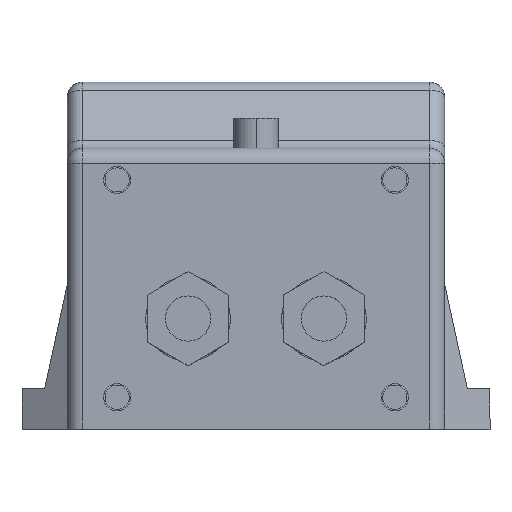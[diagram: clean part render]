
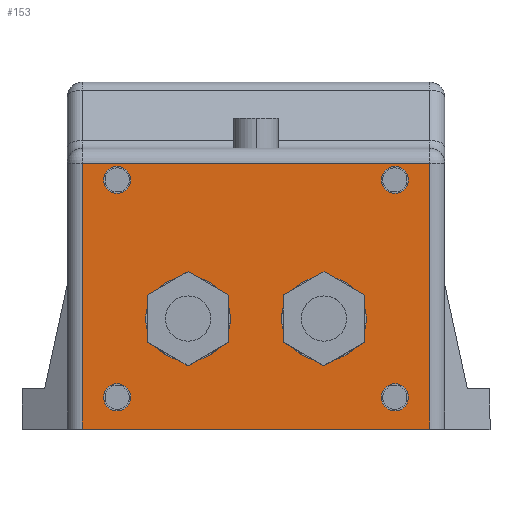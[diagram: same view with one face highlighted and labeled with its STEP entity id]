
A CAD part, top view. The second image highlights one B-rep face of the part: STEP entity #153.
In plain terms, the highlighted planar face has unit normal (0, 0, 1).
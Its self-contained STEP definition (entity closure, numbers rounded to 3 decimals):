
#45 = AXIS2_PLACEMENT_3D ( 'NONE', #3412, #4900, #3000 ) ;
#53 = VERTEX_POINT ( 'NONE', #2132 ) ;
#68 = ORIENTED_EDGE ( 'NONE', *, *, #2373, .F. ) ;
#116 = AXIS2_PLACEMENT_3D ( 'NONE', #3568, #2792, #3517 ) ;
#117 = CIRCLE ( 'NONE', #5023, 4.5 ) ;
#119 = ORIENTED_EDGE ( 'NONE', *, *, #839, .T. ) ;
#124 = LINE ( 'NONE', #2831, #1829 ) ;
#131 = VERTEX_POINT ( 'NONE', #602 ) ;
#138 = DIRECTION ( 'NONE',  ( 0., 0., 1. ) ) ;
#153 = ADVANCED_FACE ( 'NONE', ( #2614, #3052, #3879, #1134, #1159, #1079, #1897 ), #3023, .F. ) ;
#189 = CIRCLE ( 'NONE', #4287, 14. ) ;
#190 = EDGE_CURVE ( 'NONE', #4262, #1028, #4651, .T. ) ;
#201 = AXIS2_PLACEMENT_3D ( 'NONE', #3584, #138, #2414 ) ;
#378 = DIRECTION ( 'NONE',  ( 0., 0., 1. ) ) ;
#381 = EDGE_CURVE ( 'NONE', #1464, #131, #1958, .T. ) ;
#429 = ORIENTED_EDGE ( 'NONE', *, *, #782, .F. ) ;
#439 = CIRCLE ( 'NONE', #1091, 4.5 ) ;
#450 = AXIS2_PLACEMENT_3D ( 'NONE', #2674, #2294, #4403 ) ;
#554 = EDGE_LOOP ( 'NONE', ( #4962, #2764, #2426, #3366 ) ) ;
#581 = EDGE_LOOP ( 'NONE', ( #1401, #429 ) ) ;
#602 = CARTESIAN_POINT ( 'NONE',  ( 46., -57.3, 102.5 ) ) ;
#661 = ORIENTED_EDGE ( 'NONE', *, *, #2597, .F. ) ;
#679 = AXIS2_PLACEMENT_3D ( 'NONE', #869, #1628, #4310 ) ;
#703 = VERTEX_POINT ( 'NONE', #4048 ) ;
#744 = EDGE_LOOP ( 'NONE', ( #661, #1792 ) ) ;
#766 = CARTESIAN_POINT ( 'NONE',  ( 8.5, -26.8, 102.5 ) ) ;
#782 = EDGE_CURVE ( 'NONE', #3275, #2797, #3676, .T. ) ;
#839 = EDGE_CURVE ( 'NONE', #3808, #3837, #117, .T. ) ;
#860 = CARTESIAN_POINT ( 'NONE',  ( 46., -52.8, 102.5 ) ) ;
#869 = CARTESIAN_POINT ( 'NONE',  ( 46., 19.2, 102.5 ) ) ;
#1028 = VERTEX_POINT ( 'NONE', #2571 ) ;
#1079 = FACE_BOUND ( 'NONE', #581, .T. ) ;
#1091 = AXIS2_PLACEMENT_3D ( 'NONE', #1847, #4972, #3017 ) ;
#1134 = FACE_BOUND ( 'NONE', #4539, .T. ) ;
#1137 = DIRECTION ( 'NONE',  ( -1., 0., 0. ) ) ;
#1151 = CARTESIAN_POINT ( 'NONE',  ( 46., -48.3, 102.5 ) ) ;
#1159 = FACE_BOUND ( 'NONE', #744, .T. ) ;
#1291 = VECTOR ( 'NONE', #1872, 1000. ) ;
#1316 = EDGE_CURVE ( 'NONE', #4557, #1028, #1766, .T. ) ;
#1392 = CARTESIAN_POINT ( 'NONE',  ( 46., 23.7, 102.5 ) ) ;
#1401 = ORIENTED_EDGE ( 'NONE', *, *, #1914, .F. ) ;
#1454 = ORIENTED_EDGE ( 'NONE', *, *, #3818, .F. ) ;
#1456 = CARTESIAN_POINT ( 'NONE',  ( 36.5, -26.8, 102.5 ) ) ;
#1462 = EDGE_CURVE ( 'NONE', #3837, #3808, #2227, .T. ) ;
#1464 = VERTEX_POINT ( 'NONE', #1151 ) ;
#1515 = CARTESIAN_POINT ( 'NONE',  ( -46., -48.3, 102.5 ) ) ;
#1590 = CARTESIAN_POINT ( 'NONE',  ( -46., -52.8, 102.5 ) ) ;
#1627 = VERTEX_POINT ( 'NONE', #3579 ) ;
#1628 = DIRECTION ( 'NONE',  ( 0., 0., 1. ) ) ;
#1700 = VERTEX_POINT ( 'NONE', #4119 ) ;
#1749 = CIRCLE ( 'NONE', #201, 14. ) ;
#1766 = LINE ( 'NONE', #2483, #4853 ) ;
#1792 = ORIENTED_EDGE ( 'NONE', *, *, #3527, .F. ) ;
#1813 = CARTESIAN_POINT ( 'NONE',  ( -46., 14.7, 102.5 ) ) ;
#1819 = CARTESIAN_POINT ( 'NONE',  ( -46., -57.3, 102.5 ) ) ;
#1829 = VECTOR ( 'NONE', #2448, 1000. ) ;
#1847 = CARTESIAN_POINT ( 'NONE',  ( -46., 19.2, 102.5 ) ) ;
#1852 = CARTESIAN_POINT ( 'NONE',  ( 62.5, 29.7, 102.5 ) ) ;
#1863 = ORIENTED_EDGE ( 'NONE', *, *, #2867, .F. ) ;
#1872 = DIRECTION ( 'NONE',  ( 0., -1., 0. ) ) ;
#1897 = FACE_BOUND ( 'NONE', #2400, .T. ) ;
#1914 = EDGE_CURVE ( 'NONE', #2797, #3275, #3871, .T. ) ;
#1924 = DIRECTION ( 'NONE',  ( 0., 0., -1. ) ) ;
#1958 = CIRCLE ( 'NONE', #2844, 4.5 ) ;
#1972 = DIRECTION ( 'NONE',  ( 0., -1., 0. ) ) ;
#2093 = EDGE_CURVE ( 'NONE', #4557, #1700, #124, .T. ) ;
#2132 = CARTESIAN_POINT ( 'NONE',  ( -36.5, -26.8, 102.5 ) ) ;
#2227 = CIRCLE ( 'NONE', #4195, 4.5 ) ;
#2262 = ORIENTED_EDGE ( 'NONE', *, *, #1462, .T. ) ;
#2294 = DIRECTION ( 'NONE',  ( 0., 0., 1. ) ) ;
#2333 = CARTESIAN_POINT ( 'NONE',  ( -46., -52.8, 102.5 ) ) ;
#2373 = EDGE_CURVE ( 'NONE', #4911, #4239, #4205, .T. ) ;
#2400 = EDGE_LOOP ( 'NONE', ( #3136, #2820 ) ) ;
#2402 = CARTESIAN_POINT ( 'NONE',  ( 46., 19.2, 102.5 ) ) ;
#2404 = EDGE_CURVE ( 'NONE', #1700, #4262, #4654, .T. ) ;
#2414 = DIRECTION ( 'NONE',  ( 0., 1., 0. ) ) ;
#2426 = ORIENTED_EDGE ( 'NONE', *, *, #190, .T. ) ;
#2448 = DIRECTION ( 'NONE',  ( 0., 1., 0. ) ) ;
#2483 = CARTESIAN_POINT ( 'NONE',  ( 62.5, -63.3, 102.5 ) ) ;
#2571 = CARTESIAN_POINT ( 'NONE',  ( -57.5, -63.3, 102.5 ) ) ;
#2597 = EDGE_CURVE ( 'NONE', #53, #1627, #3801, .T. ) ;
#2614 = FACE_BOUND ( 'NONE', #4255, .T. ) ;
#2620 = EDGE_LOOP ( 'NONE', ( #1454, #4612 ) ) ;
#2650 = CIRCLE ( 'NONE', #450, 4.5 ) ;
#2664 = DIRECTION ( 'NONE',  ( 0., 1., 0. ) ) ;
#2674 = CARTESIAN_POINT ( 'NONE',  ( -46., 19.2, 102.5 ) ) ;
#2686 = AXIS2_PLACEMENT_3D ( 'NONE', #1852, #4184, #4238 ) ;
#2764 = ORIENTED_EDGE ( 'NONE', *, *, #2404, .T. ) ;
#2773 = AXIS2_PLACEMENT_3D ( 'NONE', #2402, #3971, #2835 ) ;
#2792 = DIRECTION ( 'NONE',  ( 0., 0., 1. ) ) ;
#2793 = DIRECTION ( 'NONE',  ( 0., 1., 0. ) ) ;
#2797 = VERTEX_POINT ( 'NONE', #3902 ) ;
#2820 = ORIENTED_EDGE ( 'NONE', *, *, #3059, .F. ) ;
#2824 = DIRECTION ( 'NONE',  ( 0., 0., 1. ) ) ;
#2831 = CARTESIAN_POINT ( 'NONE',  ( 57.5, 29.7, 102.5 ) ) ;
#2835 = DIRECTION ( 'NONE',  ( 0., 1., 0. ) ) ;
#2844 = AXIS2_PLACEMENT_3D ( 'NONE', #860, #2824, #2847 ) ;
#2847 = DIRECTION ( 'NONE',  ( 0., 1., 0. ) ) ;
#2867 = EDGE_CURVE ( 'NONE', #4239, #4911, #1749, .T. ) ;
#3000 = DIRECTION ( 'NONE',  ( 0., 1., 0. ) ) ;
#3017 = DIRECTION ( 'NONE',  ( 0., 1., 0. ) ) ;
#3023 = PLANE ( 'NONE',  #2686 ) ;
#3052 = FACE_BOUND ( 'NONE', #2620, .T. ) ;
#3053 = VERTEX_POINT ( 'NONE', #1813 ) ;
#3059 = EDGE_CURVE ( 'NONE', #703, #3053, #2650, .T. ) ;
#3136 = ORIENTED_EDGE ( 'NONE', *, *, #4261, .F. ) ;
#3275 = VERTEX_POINT ( 'NONE', #1392 ) ;
#3366 = ORIENTED_EDGE ( 'NONE', *, *, #1316, .F. ) ;
#3382 = CARTESIAN_POINT ( 'NONE',  ( -57.5, 24.7, 102.5 ) ) ;
#3412 = CARTESIAN_POINT ( 'NONE',  ( -22.5, -26.8, 102.5 ) ) ;
#3517 = DIRECTION ( 'NONE',  ( 0., 1., 0. ) ) ;
#3527 = EDGE_CURVE ( 'NONE', #1627, #53, #189, .T. ) ;
#3568 = CARTESIAN_POINT ( 'NONE',  ( 22.5, -26.8, 102.5 ) ) ;
#3569 = CARTESIAN_POINT ( 'NONE',  ( -22.5, -26.8, 102.5 ) ) ;
#3579 = CARTESIAN_POINT ( 'NONE',  ( -8.5, -26.8, 102.5 ) ) ;
#3584 = CARTESIAN_POINT ( 'NONE',  ( 22.5, -26.8, 102.5 ) ) ;
#3660 = CARTESIAN_POINT ( 'NONE',  ( 57.5, -63.3, 102.5 ) ) ;
#3676 = CIRCLE ( 'NONE', #2773, 4.5 ) ;
#3770 = DIRECTION ( 'NONE',  ( 0., 0., 1. ) ) ;
#3801 = CIRCLE ( 'NONE', #45, 14. ) ;
#3808 = VERTEX_POINT ( 'NONE', #1819 ) ;
#3818 = EDGE_CURVE ( 'NONE', #131, #1464, #4859, .T. ) ;
#3837 = VERTEX_POINT ( 'NONE', #1515 ) ;
#3845 = DIRECTION ( 'NONE',  ( 0., 0., -1. ) ) ;
#3871 = CIRCLE ( 'NONE', #679, 4.5 ) ;
#3879 = FACE_OUTER_BOUND ( 'NONE', #554, .T. ) ;
#3902 = CARTESIAN_POINT ( 'NONE',  ( 46., 14.7, 102.5 ) ) ;
#3957 = VECTOR ( 'NONE', #1137, 1000. ) ;
#3971 = DIRECTION ( 'NONE',  ( 0., 0., 1. ) ) ;
#4048 = CARTESIAN_POINT ( 'NONE',  ( -46., 23.7, 102.5 ) ) ;
#4119 = CARTESIAN_POINT ( 'NONE',  ( 57.5, 24.7, 102.5 ) ) ;
#4184 = DIRECTION ( 'NONE',  ( 0., 0., -1. ) ) ;
#4195 = AXIS2_PLACEMENT_3D ( 'NONE', #2333, #1924, #4992 ) ;
#4205 = CIRCLE ( 'NONE', #116, 14. ) ;
#4238 = DIRECTION ( 'NONE',  ( 0., 1., 0. ) ) ;
#4239 = VERTEX_POINT ( 'NONE', #1456 ) ;
#4255 = EDGE_LOOP ( 'NONE', ( #119, #2262 ) ) ;
#4261 = EDGE_CURVE ( 'NONE', #3053, #703, #439, .T. ) ;
#4262 = VERTEX_POINT ( 'NONE', #3382 ) ;
#4269 = CARTESIAN_POINT ( 'NONE',  ( 62.5, 24.7, 102.5 ) ) ;
#4287 = AXIS2_PLACEMENT_3D ( 'NONE', #3569, #378, #2793 ) ;
#4310 = DIRECTION ( 'NONE',  ( 0., 1., 0. ) ) ;
#4403 = DIRECTION ( 'NONE',  ( 0., 1., 0. ) ) ;
#4539 = EDGE_LOOP ( 'NONE', ( #68, #1863 ) ) ;
#4543 = DIRECTION ( 'NONE',  ( -1., 0., 0. ) ) ;
#4551 = CARTESIAN_POINT ( 'NONE',  ( 46., -52.8, 102.5 ) ) ;
#4557 = VERTEX_POINT ( 'NONE', #3660 ) ;
#4608 = AXIS2_PLACEMENT_3D ( 'NONE', #4551, #3770, #2664 ) ;
#4612 = ORIENTED_EDGE ( 'NONE', *, *, #381, .F. ) ;
#4651 = LINE ( 'NONE', #5033, #1291 ) ;
#4654 = LINE ( 'NONE', #4269, #3957 ) ;
#4853 = VECTOR ( 'NONE', #4543, 1000. ) ;
#4859 = CIRCLE ( 'NONE', #4608, 4.5 ) ;
#4900 = DIRECTION ( 'NONE',  ( 0., 0., 1. ) ) ;
#4911 = VERTEX_POINT ( 'NONE', #766 ) ;
#4962 = ORIENTED_EDGE ( 'NONE', *, *, #2093, .T. ) ;
#4972 = DIRECTION ( 'NONE',  ( 0., 0., 1. ) ) ;
#4992 = DIRECTION ( 'NONE',  ( 0., -1., 0. ) ) ;
#5023 = AXIS2_PLACEMENT_3D ( 'NONE', #1590, #3845, #1972 ) ;
#5033 = CARTESIAN_POINT ( 'NONE',  ( -57.5, 29.7, 102.5 ) ) ;
